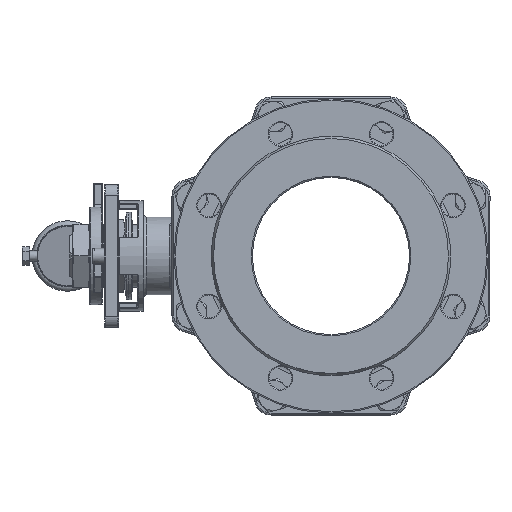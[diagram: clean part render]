
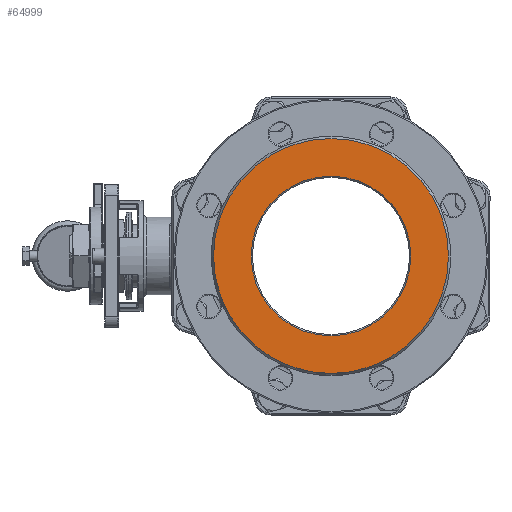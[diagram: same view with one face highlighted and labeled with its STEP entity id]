
A CAD part, left-side view. The second image highlights one B-rep face of the part: STEP entity #64999.
In plain terms, the highlighted planar face has unit normal (-1, 0, 0).
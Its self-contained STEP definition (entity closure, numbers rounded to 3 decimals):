
#389 = EDGE_CURVE ( 'NONE', #32118, #32118, #21818, .T. ) ;
#2827 = FACE_BOUND ( 'NONE', #25248, .T. ) ;
#4286 = DIRECTION ( 'NONE',  ( 0., -1., 0. ) ) ;
#5854 = CARTESIAN_POINT ( 'NONE',  ( -165., 0., 0. ) ) ;
#12860 = AXIS2_PLACEMENT_3D ( 'NONE', #5854, #21358, #16473 ) ;
#15005 = CARTESIAN_POINT ( 'NONE',  ( -165., -63.5, 0. ) ) ;
#15685 = ORIENTED_EDGE ( 'NONE', *, *, #389, .T. ) ;
#16473 = DIRECTION ( 'NONE',  ( 0., 1., 0. ) ) ;
#17440 = AXIS2_PLACEMENT_3D ( 'NONE', #62167, #36684, #21137 ) ;
#17533 = EDGE_LOOP ( 'NONE', ( #18608 ) ) ;
#18608 = ORIENTED_EDGE ( 'NONE', *, *, #41247, .F. ) ;
#18906 = PLANE ( 'NONE',  #39965 ) ;
#21137 = DIRECTION ( 'NONE',  ( 0., -1., 0. ) ) ;
#21358 = DIRECTION ( 'NONE',  ( 1., 0., 0. ) ) ;
#21818 = CIRCLE ( 'NONE', #17440, 63.5 ) ;
#25248 = EDGE_LOOP ( 'NONE', ( #15685 ) ) ;
#29799 = CIRCLE ( 'NONE', #12860, 93.5 ) ;
#31449 = FACE_OUTER_BOUND ( 'NONE', #17533, .T. ) ;
#32118 = VERTEX_POINT ( 'NONE', #15005 ) ;
#34023 = DIRECTION ( 'NONE',  ( -1., 0., 0. ) ) ;
#36684 = DIRECTION ( 'NONE',  ( 1., 0., 0. ) ) ;
#39368 = CARTESIAN_POINT ( 'NONE',  ( -165., 93.5, 0. ) ) ;
#39965 = AXIS2_PLACEMENT_3D ( 'NONE', #39368, #34023, #4286 ) ;
#41247 = EDGE_CURVE ( 'NONE', #53470, #53470, #29799, .T. ) ;
#52930 = CARTESIAN_POINT ( 'NONE',  ( -165., 93.5, 0. ) ) ;
#53470 = VERTEX_POINT ( 'NONE', #52930 ) ;
#62167 = CARTESIAN_POINT ( 'NONE',  ( -165., 0., 0. ) ) ;
#64999 = ADVANCED_FACE ( 'NONE', ( #2827, #31449 ), #18906, .T. ) ;
